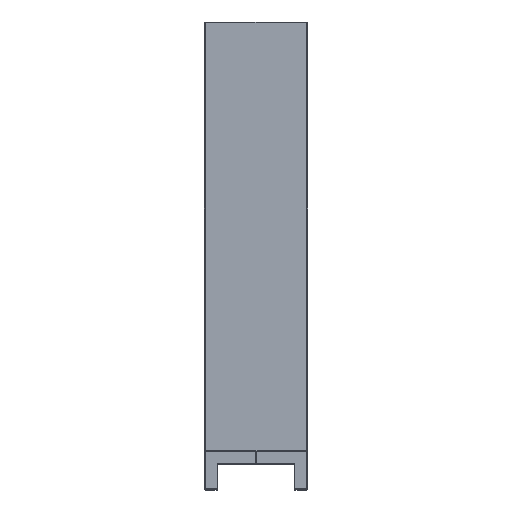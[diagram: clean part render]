
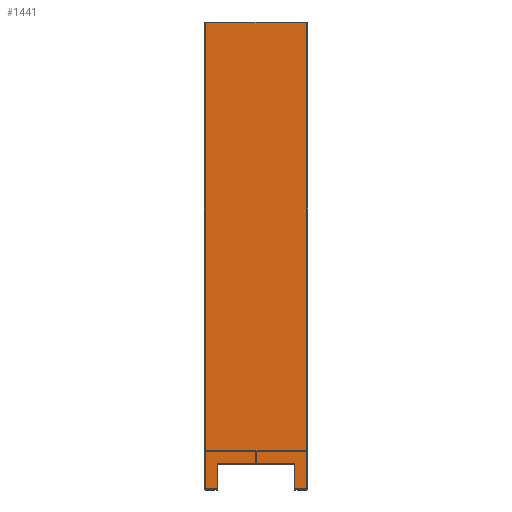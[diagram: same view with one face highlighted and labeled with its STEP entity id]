
A CAD part, top view. The second image highlights one B-rep face of the part: STEP entity #1441.
In plain terms, the highlighted face is planar.
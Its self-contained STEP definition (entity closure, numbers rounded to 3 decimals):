
#114 = ORIENTED_EDGE ( 'NONE', *, *, #5220, .T. ) ;
#138 = CARTESIAN_POINT ( 'NONE',  ( 194., 0., 0. ) ) ;
#456 = LINE ( 'NONE', #3538, #8155 ) ;
#981 = VERTEX_POINT ( 'NONE', #4541 ) ;
#1084 = CARTESIAN_POINT ( 'NONE',  ( 194., 0., -1797. ) ) ;
#1226 = EDGE_CURVE ( 'NONE', #981, #9065, #6353, .T. ) ;
#1441 = ADVANCED_FACE ( 'NONE', ( #2344 ), #1590, .F. ) ;
#1486 = DIRECTION ( 'NONE',  ( 0., -1., 0. ) ) ;
#1590 = PLANE ( 'NONE',  #4840 ) ;
#1806 = DIRECTION ( 'NONE',  ( 0., 0., 1. ) ) ;
#1861 = CARTESIAN_POINT ( 'NONE',  ( -200., 0., 0. ) ) ;
#1918 = DIRECTION ( 'NONE',  ( 0., 0., -1. ) ) ;
#2143 = CARTESIAN_POINT ( 'NONE',  ( 0., 0., 0. ) ) ;
#2183 = EDGE_CURVE ( 'NONE', #9501, #4746, #6460, .T. ) ;
#2326 = VECTOR ( 'NONE', #4944, 1000. ) ;
#2344 = FACE_OUTER_BOUND ( 'NONE', #9637, .T. ) ;
#2448 = LINE ( 'NONE', #5439, #3248 ) ;
#2894 = ORIENTED_EDGE ( 'NONE', *, *, #2183, .T. ) ;
#2919 = VECTOR ( 'NONE', #3544, 1000. ) ;
#3148 = DIRECTION ( 'NONE',  ( 1., 0., 0. ) ) ;
#3201 = ORIENTED_EDGE ( 'NONE', *, *, #1226, .T. ) ;
#3248 = VECTOR ( 'NONE', #3148, 1000. ) ;
#3434 = ORIENTED_EDGE ( 'NONE', *, *, #8731, .T. ) ;
#3538 = CARTESIAN_POINT ( 'NONE',  ( -200., 0., -1797. ) ) ;
#3544 = DIRECTION ( 'NONE',  ( 0., 0., 1. ) ) ;
#3618 = ORIENTED_EDGE ( 'NONE', *, *, #5714, .T. ) ;
#3676 = CARTESIAN_POINT ( 'NONE',  ( -194., 0., 0. ) ) ;
#4268 = ORIENTED_EDGE ( 'NONE', *, *, #4628, .T. ) ;
#4290 = VECTOR ( 'NONE', #7955, 1000. ) ;
#4342 = VERTEX_POINT ( 'NONE', #8158 ) ;
#4541 = CARTESIAN_POINT ( 'NONE',  ( 150., 0., -100. ) ) ;
#4628 = EDGE_CURVE ( 'NONE', #9065, #9501, #2448, .T. ) ;
#4693 = VECTOR ( 'NONE', #1918, 1000. ) ;
#4746 = VERTEX_POINT ( 'NONE', #1084 ) ;
#4840 = AXIS2_PLACEMENT_3D ( 'NONE', #2143, #1486, #5238 ) ;
#4944 = DIRECTION ( 'NONE',  ( 1., 0., 0. ) ) ;
#5220 = EDGE_CURVE ( 'NONE', #8929, #7314, #7631, .T. ) ;
#5238 = DIRECTION ( 'NONE',  ( 0., 0., -1. ) ) ;
#5439 = CARTESIAN_POINT ( 'NONE',  ( 150., 0., 0. ) ) ;
#5531 = CARTESIAN_POINT ( 'NONE',  ( 150., 0., 0. ) ) ;
#5714 = EDGE_CURVE ( 'NONE', #7314, #4342, #7251, .T. ) ;
#5739 = CARTESIAN_POINT ( 'NONE',  ( -150., 0., 0. ) ) ;
#5970 = CARTESIAN_POINT ( 'NONE',  ( -194., 0., -1797. ) ) ;
#6353 = LINE ( 'NONE', #9420, #6929 ) ;
#6460 = LINE ( 'NONE', #7264, #4693 ) ;
#6508 = EDGE_CURVE ( 'NONE', #8968, #981, #9027, .T. ) ;
#6929 = VECTOR ( 'NONE', #1806, 1000. ) ;
#7051 = CARTESIAN_POINT ( 'NONE',  ( -150., 0., -100. ) ) ;
#7251 = LINE ( 'NONE', #1861, #2326 ) ;
#7264 = CARTESIAN_POINT ( 'NONE',  ( 194., 0., 0. ) ) ;
#7314 = VERTEX_POINT ( 'NONE', #3676 ) ;
#7414 = CARTESIAN_POINT ( 'NONE',  ( -150., 0., -100. ) ) ;
#7563 = DIRECTION ( 'NONE',  ( 1., 0., 0. ) ) ;
#7594 = CARTESIAN_POINT ( 'NONE',  ( -194., 0., -1797. ) ) ;
#7631 = LINE ( 'NONE', #5970, #2919 ) ;
#7955 = DIRECTION ( 'NONE',  ( 0., 0., -1. ) ) ;
#8053 = LINE ( 'NONE', #5739, #4290 ) ;
#8133 = EDGE_CURVE ( 'NONE', #4746, #8929, #456, .T. ) ;
#8155 = VECTOR ( 'NONE', #8937, 1000. ) ;
#8158 = CARTESIAN_POINT ( 'NONE',  ( -150., 0., 0. ) ) ;
#8594 = ORIENTED_EDGE ( 'NONE', *, *, #6508, .T. ) ;
#8731 = EDGE_CURVE ( 'NONE', #4342, #8968, #8053, .T. ) ;
#8929 = VERTEX_POINT ( 'NONE', #7594 ) ;
#8937 = DIRECTION ( 'NONE',  ( -1., 0., 0. ) ) ;
#8968 = VERTEX_POINT ( 'NONE', #7051 ) ;
#9027 = LINE ( 'NONE', #7414, #9431 ) ;
#9065 = VERTEX_POINT ( 'NONE', #5531 ) ;
#9420 = CARTESIAN_POINT ( 'NONE',  ( 150., 0., 0. ) ) ;
#9431 = VECTOR ( 'NONE', #7563, 1000. ) ;
#9501 = VERTEX_POINT ( 'NONE', #138 ) ;
#9637 = EDGE_LOOP ( 'NONE', ( #2894, #9698, #114, #3618, #3434, #8594, #3201, #4268 ) ) ;
#9698 = ORIENTED_EDGE ( 'NONE', *, *, #8133, .T. ) ;
